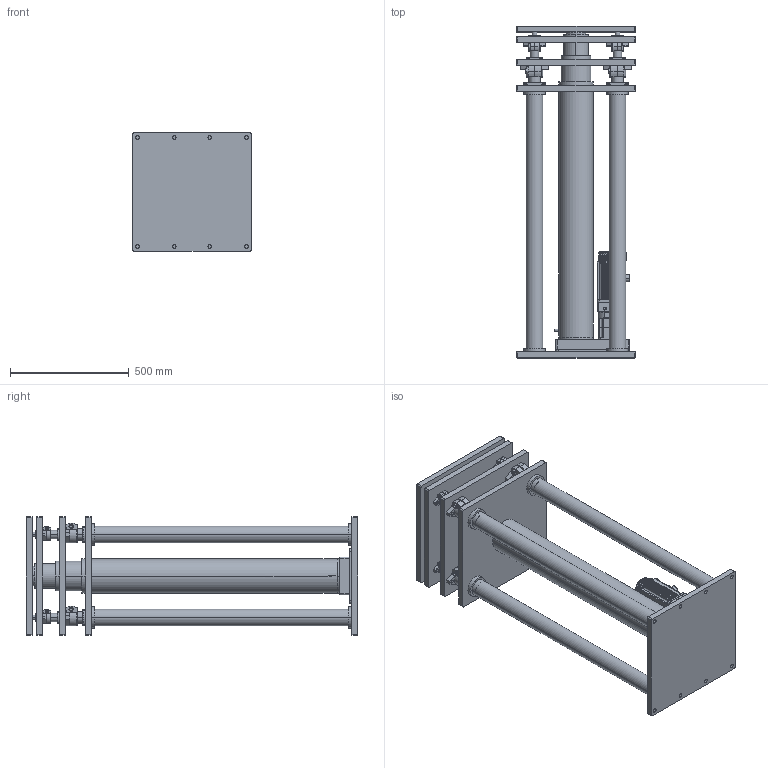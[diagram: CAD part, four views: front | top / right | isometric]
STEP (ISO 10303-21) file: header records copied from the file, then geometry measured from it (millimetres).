
FILE_DESCRIPTION (( 'STEP AP203' ), '1' );
FILE_NAME ('RLDSJ145-15HB-7KN-R3000-S3-75mm-s.STEP', '2025-01-04T08:45:08', ( '微软用户' ), ( '微软中国' ), 'SwSTEP 2.0', 'SolidWorks 2022', '' );
FILE_SCHEMA (( 'CONFIG_CONTROL_DESIGN' ));
Length unit declared in the file: millimetre
Products named in the file (24): 复件 SHHSA_SCA-M12-L50^复件 SHHSA-50_RLDSJ145-15HB-7KN-R3000-S3-75mm-s; 复件 240222-ZQ-70导柱^RLDSJ145-15HB-7KN-R3000-S3-75mm-s; 复件 OLBM-D35-L50^RLDSJ145-15HB-7KN-R3000-S3-75mm-s; 复件 240222-ZQ-143缸多节缸第一节缸筒^RLDSJ145-15HB-7KN-R3000-S3-75mm-s; 复件 零件^RLDSJ145-15HB-7KN-R3000-S3-75mm-s; 复件 240222-ZQ-143多节缸箱体盖板^RLDSJ145-15HB-7KN-R3000-S3-75mm-s; 复件 SHHSA_SCA-M8-L35^复件 SHHSA-35_RLDSJ145-15HB-7KN-R3000-S3-75mm-s; 复件 MS1H2-10C30CB(D)-U(A)334Z^RLDSJ145-15HB-7KN-R3000-S3-75mm-s; 复件 240222-ZQ-50导柱^RLDSJ145-15HB-7KN-R3000-S3-75mm-s; 复件 OLBM-D20-L50^RLDSJ145-15HB-7KN-R3000-S3-75mm-s; 复件 240222-ZQ-20导柱^RLDSJ145-15HB-7KN-R3000-S3-75mm-s; 复件 SHHSA-50_base^复件 SHHSA-50_RLDSJ145-15HB-7KN-R3000-S3-75mm-s; 复件 240222-ZQ-143缸多节缸第二节缸筒^RLDSJ145-15HB-7KN-R3000-S3-75mm-s; 复件 SHHSA-35^RLDSJ145-15HB-7KN-R3000-S3-75mm-s; 复件 OLBM-D50-L70^RLDSJ145-15HB-7KN-R3000-S3-75mm-s; RLDSJ145-15HB-7KN-R3000-S3-75mm-s; 复件 SHHSA-50^RLDSJ145-15HB-7KN-R3000-S3-75mm-s; 复件 240222-ZQ-143缸多节缸轴承座^RLDSJ145-15HB-7KN-R3000-S3-75mm-s; 复件 240222-ZQ-143缸多节缸第四节缸筒^RLDSJ145-15HB-7KN-R3000-S3-75mm-s; 复件 PGH90-L2-22-95-115-M8-A22^RLDSJ145-15HB-7KN-R3000-S3-75mm-s; 复件 240222-ZQ-35导柱^RLDSJ145-15HB-7KN-R3000-S3-75mm-s; 复件 底板^RLDSJ145-15HB-7KN-R3000-S3-75mm-s; 复件 SHHSA-35_base^复件 SHHSA-35_RLDSJ145-15HB-7KN-R3000-S3-75mm-s; 复件 240222-ZQ-143缸多节缸第三节缸筒1^RLDSJ145-15HB-7KN-R3000-S3-75mm-s
Assembly tree (57 placements, depth 3):
  RLDSJ145-15HB-7KN-R3000-S3-75mm-s
    复件 240222-ZQ-143多节缸箱体盖板^RLDSJ145-15HB-7KN-R3000-S3-75mm-s
    复件 240222-ZQ-143缸多节缸第二节缸筒^RLDSJ145-15HB-7KN-R3000-S3-75mm-s
    复件 240222-ZQ-143缸多节缸第三节缸筒1^RLDSJ145-15HB-7KN-R3000-S3-75mm-s
    复件 240222-ZQ-143缸多节缸第四节缸筒^RLDSJ145-15HB-7KN-R3000-S3-75mm-s
    复件 240222-ZQ-143缸多节缸第一节缸筒^RLDSJ145-15HB-7KN-R3000-S3-75mm-s
    复件 240222-ZQ-143缸多节缸轴承座^RLDSJ145-15HB-7KN-R3000-S3-75mm-s
    复件 底板^RLDSJ145-15HB-7KN-R3000-S3-75mm-s
    复件 240222-ZQ-20导柱^RLDSJ145-15HB-7KN-R3000-S3-75mm-s  x4
    复件 240222-ZQ-35导柱^RLDSJ145-15HB-7KN-R3000-S3-75mm-s  x4
    复件 240222-ZQ-50导柱^RLDSJ145-15HB-7KN-R3000-S3-75mm-s  x4
    复件 240222-ZQ-70导柱^RLDSJ145-15HB-7KN-R3000-S3-75mm-s  x4
    复件 零件^RLDSJ145-15HB-7KN-R3000-S3-75mm-s  x8
    复件 OLBM-D20-L50^RLDSJ145-15HB-7KN-R3000-S3-75mm-s  x4
    复件 OLBM-D35-L50^RLDSJ145-15HB-7KN-R3000-S3-75mm-s  x4
    复件 OLBM-D50-L70^RLDSJ145-15HB-7KN-R3000-S3-75mm-s  x4
    复件 SHHSA-35^RLDSJ145-15HB-7KN-R3000-S3-75mm-s  x4
      复件 SHHSA-35_base^复件 SHHSA-35_RLDSJ145-15HB-7KN-R3000-S3-75mm-s
      复件 SHHSA_SCA-M8-L35^复件 SHHSA-35_RLDSJ145-15HB-7KN-R3000-S3-75mm-s
    复件 SHHSA-50^RLDSJ145-15HB-7KN-R3000-S3-75mm-s  x4
      复件 SHHSA-50_base^复件 SHHSA-50_RLDSJ145-15HB-7KN-R3000-S3-75mm-s
      复件 SHHSA_SCA-M12-L50^复件 SHHSA-50_RLDSJ145-15HB-7KN-R3000-S3-75mm-s
    复件 PGH90-L2-22-95-115-M8-A22^RLDSJ145-15HB-7KN-R3000-S3-75mm-s
    复件 MS1H2-10C30CB(D)-U(A)334Z^RLDSJ145-15HB-7KN-R3000-S3-75mm-s
Bounding box: 500 x 1400 x 500 mm (x, y, z)
Volume: 53971972.3 mm3; surface area: 11211185.4 mm2
Topology: 80 solids, 101 shells, 3917 faces, 10063 edges, 6351 vertices
Faces by surface type: plane 1256, bspline 1223, cylinder 1048, cone 250, torus 140
Entity records: 91843 total; most frequent: CARTESIAN_POINT 40669, ORIENTED_EDGE 11938, DIRECTION 6787, EDGE_CURVE 6211, VERTEX_POINT 3921, EDGE_LOOP 2814, AXIS2_PLACEMENT_3D 2598, FACE_OUTER_BOUND 2428
